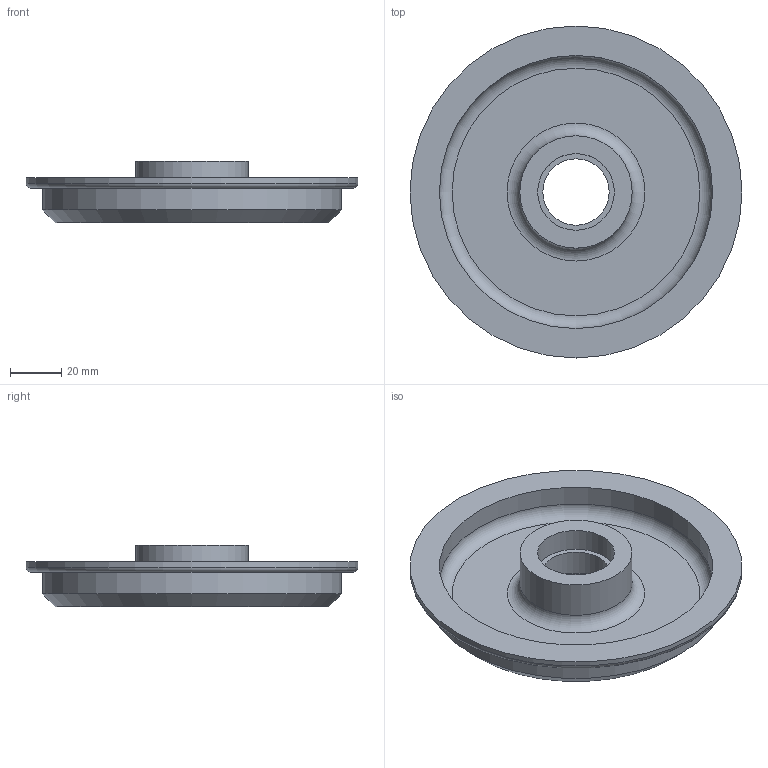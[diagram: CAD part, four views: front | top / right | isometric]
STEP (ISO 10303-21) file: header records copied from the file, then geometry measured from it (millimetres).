
FILE_DESCRIPTION(/* description */ ('ROUE'),/* implementation_level */ '2;1');
FILE_NAME(/* name */ 'DR.stp',/* time_stamp */ '2019-03-14T12:56:17+01:00',/* author */ ('FERRARI'),/* organization */ (''),/* preprocessor_version */ 'ST-DEVELOPER v16.5',/* originating_system */ 'Autodesk Inventor 2017',/* authorisation */ '');
FILE_SCHEMA (('AUTOMOTIVE_DESIGN { 1 0 10303 214 3 1 1 }'));
Length unit declared in the file: millimetre
Products named in the file (1): DemiRoue
Bounding box: 130 x 130 x 24 mm (x, y, z)
Volume: 93245.4 mm3; surface area: 38533.1 mm2
Topology: 1 solids, 1 shells, 17 faces, 28 edges, 17 vertices
Faces by surface type: plane 6, cylinder 6, torus 3, cone 2
Full cylindrical faces by diameter (mm): 26 x1, 30 x1, 44 x1, 107 x1, 117 x1, 130 x1
Entity records: 378 total; most frequent: DIRECTION 70, CARTESIAN_POINT 52, AXIS2_PLACEMENT_3D 35, EDGE_LOOP 34, ORIENTED_EDGE 34, FACE_BOUND 17, FACE_OUTER_BOUND 17, CIRCLE 17
